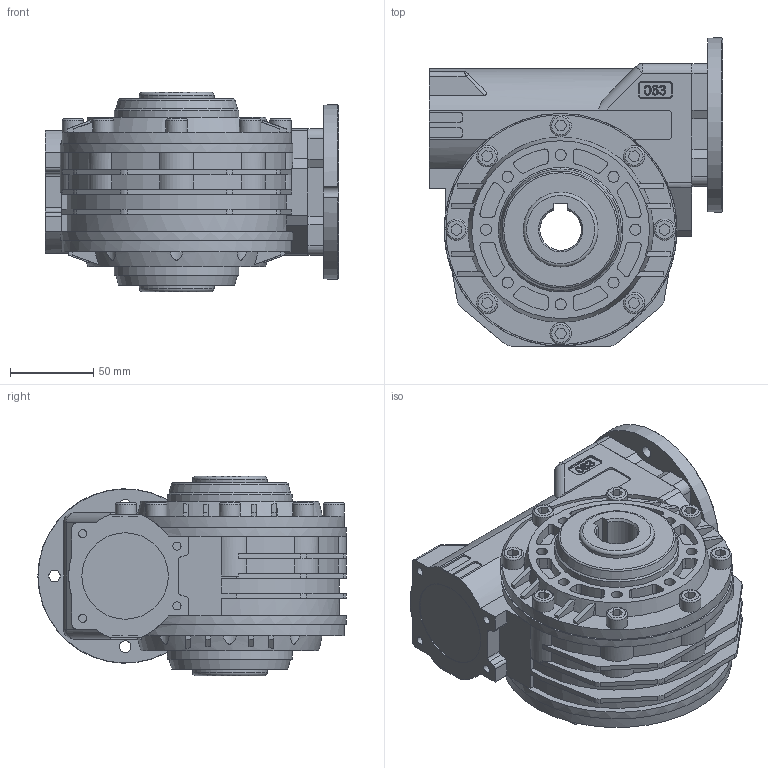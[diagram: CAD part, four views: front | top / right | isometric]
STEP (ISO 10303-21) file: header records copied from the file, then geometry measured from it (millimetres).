
FILE_DESCRIPTION(/* description */ ('Unknown'),/* implementation_level */ '2;1');
FILE_NAME(/* name */ '_P_063_FB_xxx_C_0_-Q_B3_-C_',/* time_stamp */ '2025-09-09T13:35:51+02:00',/* author */ ('Unknown'),/* organization */ ('Unknown'),/* preprocessor_version */ 'ST-DEVELOPER v18.104',/* originating_system */ 'Solid Edge',/* authorisation */ 'Unknown');
FILE_SCHEMA (('AUTOMOTIVE_DESIGN {1 0 10303 214 3 1 1}'));
Length unit declared in the file: millimetre
Products named in the file (4): _P_063_FB_xxx_C_0_-Q_B3_-C_; _B_063_FB_; C405092P; 0634047
Assembly tree (3 placements, depth 2):
  _P_063_FB_xxx_C_0_-Q_B3_-C_
    _B_063_FB_
    C405092P
    0634047
Bounding box: 176.5 x 185.49 x 120 mm (x, y, z)
Volume: 1819642.8 mm3; surface area: 174077.1 mm2
Topology: 3 solids, 3 shells, 779 faces, 1999 edges, 1315 vertices
Faces by surface type: plane 481, cylinder 239, bspline 22, torus 21, cone 14, sphere 2
Full cylindrical faces by diameter (mm): 4.917 x4, 6.647 x20, 7 x3, 12.8 x8, 24.5 x1, 30 x1, 35 x2, 45 x2, 47 x1, 52 x1, 62 x2, 70 x1, 75 x2, 138 x1
Entity records: 29859 total; most frequent: CARTESIAN_POINT 5578, DIRECTION 3935, ORIENTED_EDGE 3796, EDGE_CURVE 1898, AXIS2_PLACEMENT_3D 1380, VERTEX_POINT 1288, LINE 1175, VECTOR 1175
